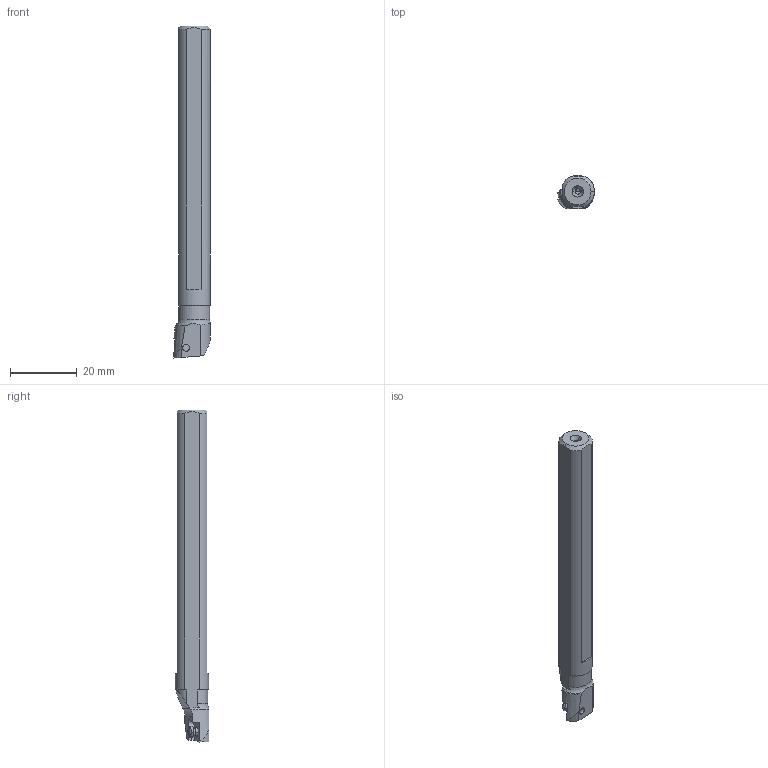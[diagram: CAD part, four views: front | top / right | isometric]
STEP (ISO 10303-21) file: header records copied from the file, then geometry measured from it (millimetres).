
FILE_DESCRIPTION(/* description */ (''),/* implementation_level */ '2;1');
FILE_NAME(/* name */ 'S10HSCLCR06.stp',/* time_stamp */ '2021-11-11T11:49:22+09:00',/* author */ (''),/* organization */ (''),/* preprocessor_version */ 'ST-DEVELOPER v16',/* originating_system */ 'SIEMENS PLM Software NX 10.0',/* authorisation */ '');
FILE_SCHEMA (('AUTOMOTIVE_DESIGN { 1 0 10303 214 3 1 1 1 }'));
Length unit declared in the file: millimetre
Products named in the file (1): S10HSCLCR06_ASM
Bounding box: 11.05 x 10 x 99.61 mm (x, y, z)
Volume: 7036.9 mm3; surface area: 3268 mm2
Topology: 2 solids, 2 shells, 74 faces, 219 edges, 150 vertices
Faces by surface type: cylinder 27, plane 25, cone 16, torus 4, sphere 2
Entity records: 3010 total; most frequent: CARTESIAN_POINT 944, ORIENTED_EDGE 430, DIRECTION 410, EDGE_CURVE 215, AXIS2_PLACEMENT_3D 163, VERTEX_POINT 147, LINE 84, VECTOR 84
